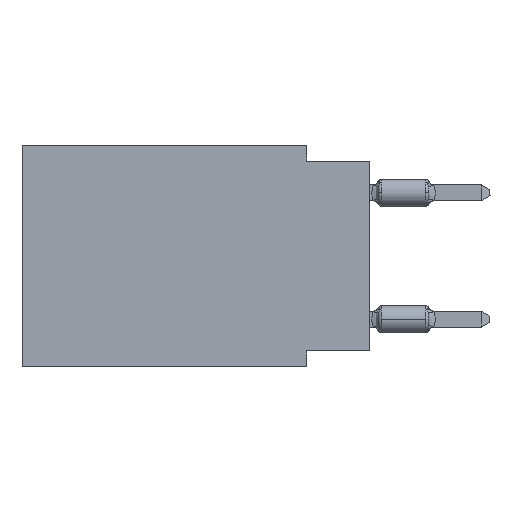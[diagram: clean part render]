
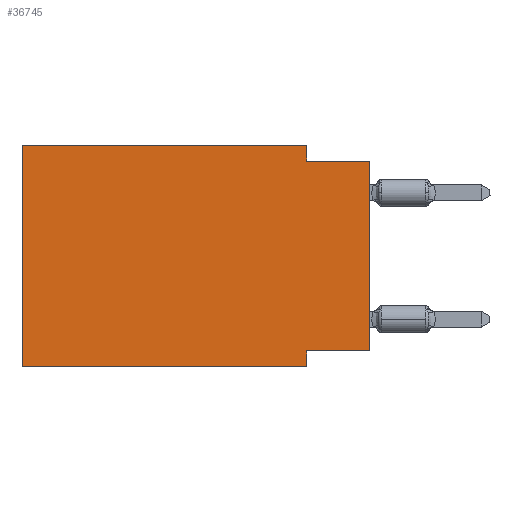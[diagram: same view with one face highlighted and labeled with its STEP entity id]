
A CAD part, left-side view. The second image highlights one B-rep face of the part: STEP entity #36745.
In plain terms, the highlighted planar face has unit normal (-1, 0, 0).
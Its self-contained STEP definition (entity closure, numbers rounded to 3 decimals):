
#1921 = EDGE_CURVE ( 'NONE', #60326, #28534, #27159, .T. ) ;
#2813 = ORIENTED_EDGE ( 'NONE', *, *, #4337, .F. ) ;
#3694 = CARTESIAN_POINT ( 'NONE',  ( 0., 2.54, -8.89 ) ) ;
#3773 = CARTESIAN_POINT ( 'NONE',  ( 0., 2.54, -0.635 ) ) ;
#4337 = EDGE_CURVE ( 'NONE', #39699, #54319, #14421, .T. ) ;
#5198 = VECTOR ( 'NONE', #43843, 1000. ) ;
#7677 = FACE_OUTER_BOUND ( 'NONE', #22664, .T. ) ;
#8510 = EDGE_CURVE ( 'NONE', #60326, #54319, #38817, .T. ) ;
#8942 = CARTESIAN_POINT ( 'NONE',  ( 0., 13.97, -8.89 ) ) ;
#11511 = ORIENTED_EDGE ( 'NONE', *, *, #1921, .F. ) ;
#11645 = CARTESIAN_POINT ( 'NONE',  ( 0., 0., -0.635 ) ) ;
#13687 = VERTEX_POINT ( 'NONE', #3773 ) ;
#14342 = LINE ( 'NONE', #39149, #62731 ) ;
#14421 = LINE ( 'NONE', #39235, #62487 ) ;
#15171 = LINE ( 'NONE', #38082, #32110 ) ;
#15652 = VECTOR ( 'NONE', #42973, 1000. ) ;
#15825 = CARTESIAN_POINT ( 'NONE',  ( 0., 0., -8.255 ) ) ;
#16636 = DIRECTION ( 'NONE',  ( 0., 0., 1. ) ) ;
#18805 = VECTOR ( 'NONE', #60664, 1000. ) ;
#20200 = VECTOR ( 'NONE', #37798, 1000. ) ;
#21420 = CARTESIAN_POINT ( 'NONE',  ( 0., 13.97, 0. ) ) ;
#22664 = EDGE_LOOP ( 'NONE', ( #48353, #32936, #58395, #31639, #11511, #50927, #2813, #33408 ) ) ;
#23534 = CARTESIAN_POINT ( 'NONE',  ( 0., 13.97, 0. ) ) ;
#27102 = CARTESIAN_POINT ( 'NONE',  ( 0., 2.54, 0. ) ) ;
#27159 = LINE ( 'NONE', #21420, #56624 ) ;
#27408 = DIRECTION ( 'NONE',  ( 0., 0., -1. ) ) ;
#28534 = VERTEX_POINT ( 'NONE', #23534 ) ;
#29064 = DIRECTION ( 'NONE',  ( 0., 0., -1. ) ) ;
#29819 = LINE ( 'NONE', #15825, #5198 ) ;
#31357 = LINE ( 'NONE', #46933, #18805 ) ;
#31639 = ORIENTED_EDGE ( 'NONE', *, *, #50342, .F. ) ;
#31979 = CARTESIAN_POINT ( 'NONE',  ( 0., 2.54, -8.255 ) ) ;
#32110 = VECTOR ( 'NONE', #38410, 1000. ) ;
#32936 = ORIENTED_EDGE ( 'NONE', *, *, #59064, .F. ) ;
#33408 = ORIENTED_EDGE ( 'NONE', *, *, #38667, .F. ) ;
#34164 = CARTESIAN_POINT ( 'NONE',  ( 0., 0., -8.255 ) ) ;
#36745 = ADVANCED_FACE ( 'NONE', ( #7677 ), #55118, .F. ) ;
#37798 = DIRECTION ( 'NONE',  ( 0., 0., 1. ) ) ;
#38082 = CARTESIAN_POINT ( 'NONE',  ( 0., 2.54, 0. ) ) ;
#38410 = DIRECTION ( 'NONE',  ( 0., 0., -1. ) ) ;
#38667 = EDGE_CURVE ( 'NONE', #59161, #39699, #29819, .T. ) ;
#38817 = LINE ( 'NONE', #8942, #15652 ) ;
#39149 = CARTESIAN_POINT ( 'NONE',  ( 0., 13.97, 0. ) ) ;
#39235 = CARTESIAN_POINT ( 'NONE',  ( 0., 2.54, -8.89 ) ) ;
#39699 = VERTEX_POINT ( 'NONE', #31979 ) ;
#42597 = LINE ( 'NONE', #62336, #20200 ) ;
#42973 = DIRECTION ( 'NONE',  ( 0., -1., 0. ) ) ;
#43105 = CARTESIAN_POINT ( 'NONE',  ( 0., 13.97, -8.89 ) ) ;
#43843 = DIRECTION ( 'NONE',  ( 0., 1., 0. ) ) ;
#43875 = VERTEX_POINT ( 'NONE', #11645 ) ;
#46933 = CARTESIAN_POINT ( 'NONE',  ( 0., 0., -0.635 ) ) ;
#48353 = ORIENTED_EDGE ( 'NONE', *, *, #52768, .T. ) ;
#48991 = VERTEX_POINT ( 'NONE', #27102 ) ;
#50342 = EDGE_CURVE ( 'NONE', #28534, #48991, #14342, .T. ) ;
#50927 = ORIENTED_EDGE ( 'NONE', *, *, #8510, .T. ) ;
#52768 = EDGE_CURVE ( 'NONE', #59161, #43875, #42597, .T. ) ;
#53982 = AXIS2_PLACEMENT_3D ( 'NONE', #60533, #56076, #27408 ) ;
#54319 = VERTEX_POINT ( 'NONE', #3694 ) ;
#55118 = PLANE ( 'NONE',  #53982 ) ;
#56076 = DIRECTION ( 'NONE',  ( 1., 0., 0. ) ) ;
#56624 = VECTOR ( 'NONE', #16636, 1000. ) ;
#58395 = ORIENTED_EDGE ( 'NONE', *, *, #59988, .F. ) ;
#58596 = DIRECTION ( 'NONE',  ( 0., -1., 0. ) ) ;
#59064 = EDGE_CURVE ( 'NONE', #13687, #43875, #31357, .T. ) ;
#59161 = VERTEX_POINT ( 'NONE', #34164 ) ;
#59988 = EDGE_CURVE ( 'NONE', #48991, #13687, #15171, .T. ) ;
#60326 = VERTEX_POINT ( 'NONE', #43105 ) ;
#60533 = CARTESIAN_POINT ( 'NONE',  ( 0., 13.97, 0. ) ) ;
#60664 = DIRECTION ( 'NONE',  ( 0., -1., 0. ) ) ;
#62336 = CARTESIAN_POINT ( 'NONE',  ( 0., 0., 0. ) ) ;
#62487 = VECTOR ( 'NONE', #29064, 1000. ) ;
#62731 = VECTOR ( 'NONE', #58596, 1000. ) ;
